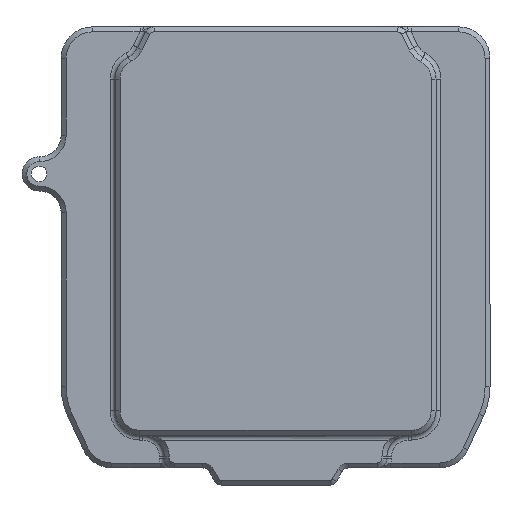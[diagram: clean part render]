
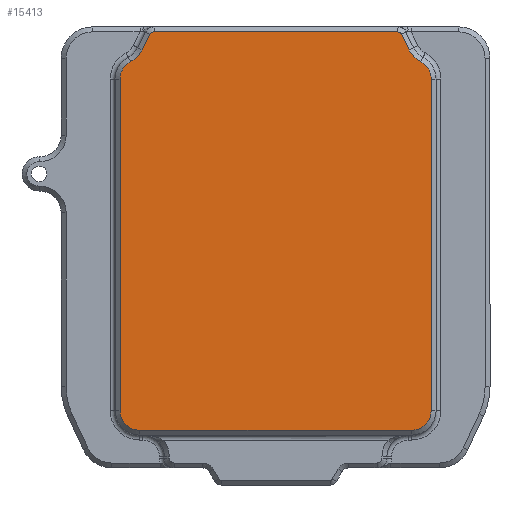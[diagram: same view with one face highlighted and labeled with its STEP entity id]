
A CAD part, front view. The second image highlights one B-rep face of the part: STEP entity #15413.
In plain terms, the highlighted planar face has unit normal (0, -1, 0).
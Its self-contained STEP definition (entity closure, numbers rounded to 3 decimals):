
#31 = DIRECTION ( 'NONE',  ( 0., -1., 0. ) ) ;
#114 = CARTESIAN_POINT ( 'NONE',  ( -12.403, -6., 21.5 ) ) ;
#169 = LINE ( 'NONE', #5692, #3035 ) ;
#588 = ORIENTED_EDGE ( 'NONE', *, *, #8065, .T. ) ;
#853 = EDGE_LOOP ( 'NONE', ( #17173, #2833, #3469, #15988, #10407, #9914, #1653, #11583, #588, #9499, #15990, #1986, #4678, #7000 ) ) ;
#892 = CARTESIAN_POINT ( 'NONE',  ( -16.044, -6., 21.35 ) ) ;
#958 = DIRECTION ( 'NONE',  ( 0., 0., 1. ) ) ;
#1042 = DIRECTION ( 'NONE',  ( 0., -1., 0. ) ) ;
#1078 = CARTESIAN_POINT ( 'NONE',  ( -12.403, -6., 22. ) ) ;
#1131 = DIRECTION ( 'NONE',  ( 1., 0., 0. ) ) ;
#1329 = VERTEX_POINT ( 'NONE', #1444 ) ;
#1444 = CARTESIAN_POINT ( 'NONE',  ( -14.798, -6., 18.955 ) ) ;
#1637 = PLANE ( 'NONE',  #2401 ) ;
#1653 = ORIENTED_EDGE ( 'NONE', *, *, #13253, .T. ) ;
#1706 = LINE ( 'NONE', #7226, #3179 ) ;
#1986 = ORIENTED_EDGE ( 'NONE', *, *, #7420, .T. ) ;
#2057 = VERTEX_POINT ( 'NONE', #17027 ) ;
#2107 = EDGE_CURVE ( 'NONE', #9333, #17610, #169, .T. ) ;
#2231 = VERTEX_POINT ( 'NONE', #14397 ) ;
#2401 = AXIS2_PLACEMENT_3D ( 'NONE', #15538, #11222, #12666 ) ;
#2416 = AXIS2_PLACEMENT_3D ( 'NONE', #5295, #7825, #9188 ) ;
#2469 = LINE ( 'NONE', #10849, #5758 ) ;
#2833 = ORIENTED_EDGE ( 'NONE', *, *, #2107, .T. ) ;
#3001 = CIRCLE ( 'NONE', #11643, 0.5 ) ;
#3035 = VECTOR ( 'NONE', #8738, 1000. ) ;
#3084 = DIRECTION ( 'NONE',  ( 0., -1., 0. ) ) ;
#3179 = VECTOR ( 'NONE', #12737, 1000. ) ;
#3469 = ORIENTED_EDGE ( 'NONE', *, *, #9475, .T. ) ;
#3560 = CARTESIAN_POINT ( 'NONE',  ( 14.798, -6., 18.955 ) ) ;
#3585 = LINE ( 'NONE', #13501, #16678 ) ;
#3765 = EDGE_CURVE ( 'NONE', #2231, #9333, #3001, .T. ) ;
#3771 = EDGE_CURVE ( 'NONE', #13272, #17078, #12514, .T. ) ;
#3878 = AXIS2_PLACEMENT_3D ( 'NONE', #15134, #31, #5556 ) ;
#4056 = CIRCLE ( 'NONE', #14720, 2.7 ) ;
#4238 = VERTEX_POINT ( 'NONE', #15870 ) ;
#4282 = LINE ( 'NONE', #9788, #4295 ) ;
#4295 = VECTOR ( 'NONE', #8532, 1000. ) ;
#4678 = ORIENTED_EDGE ( 'NONE', *, *, #15827, .T. ) ;
#4947 = CARTESIAN_POINT ( 'NONE',  ( 12.403, -6., 22. ) ) ;
#5272 = DIRECTION ( 'NONE',  ( 0., -1., 0. ) ) ;
#5295 = CARTESIAN_POINT ( 'NONE',  ( 16.044, -6., 21.35 ) ) ;
#5325 = CARTESIAN_POINT ( 'NONE',  ( -13.875, -6., -18.65 ) ) ;
#5556 = DIRECTION ( 'NONE',  ( 1., 0., 0. ) ) ;
#5692 = CARTESIAN_POINT ( 'NONE',  ( 0., -6., 22. ) ) ;
#5738 = CARTESIAN_POINT ( 'NONE',  ( 15.875, -6., -16.65 ) ) ;
#5758 = VECTOR ( 'NONE', #17614, 1000. ) ;
#6169 = AXIS2_PLACEMENT_3D ( 'NONE', #6723, #5272, #13934 ) ;
#6522 = CARTESIAN_POINT ( 'NONE',  ( -15.875, -6., 17.18 ) ) ;
#6575 = DIRECTION ( 'NONE',  ( 1., 0., 0. ) ) ;
#6723 = CARTESIAN_POINT ( 'NONE',  ( -13.875, -6., -16.65 ) ) ;
#6929 = VERTEX_POINT ( 'NONE', #3560 ) ;
#7000 = ORIENTED_EDGE ( 'NONE', *, *, #11652, .T. ) ;
#7022 = CIRCLE ( 'NONE', #13943, 2. ) ;
#7035 = AXIS2_PLACEMENT_3D ( 'NONE', #15794, #8953, #12748 ) ;
#7226 = CARTESIAN_POINT ( 'NONE',  ( -15.875, -6., -16.65 ) ) ;
#7420 = EDGE_CURVE ( 'NONE', #2057, #6929, #7022, .T. ) ;
#7656 = LINE ( 'NONE', #10350, #14671 ) ;
#7763 = CIRCLE ( 'NONE', #17846, 0.5 ) ;
#7825 = DIRECTION ( 'NONE',  ( 0., 1., 0. ) ) ;
#8019 = EDGE_CURVE ( 'NONE', #17078, #2057, #7656, .T. ) ;
#8065 = EDGE_CURVE ( 'NONE', #10093, #13272, #3585, .T. ) ;
#8490 = CARTESIAN_POINT ( 'NONE',  ( -15.875, -6., -16.65 ) ) ;
#8532 = DIRECTION ( 'NONE',  ( -0.442, 0., -0.897 ) ) ;
#8583 = DIRECTION ( 'NONE',  ( 1., 0., 0. ) ) ;
#8738 = DIRECTION ( 'NONE',  ( -1., 0., 0. ) ) ;
#8953 = DIRECTION ( 'NONE',  ( 0., -1., 0. ) ) ;
#9188 = DIRECTION ( 'NONE',  ( 1., 0., 0. ) ) ;
#9333 = VERTEX_POINT ( 'NONE', #4947 ) ;
#9475 = EDGE_CURVE ( 'NONE', #17610, #11456, #7763, .T. ) ;
#9499 = ORIENTED_EDGE ( 'NONE', *, *, #3771, .T. ) ;
#9788 = CARTESIAN_POINT ( 'NONE',  ( -13.622, -6., 20.157 ) ) ;
#9914 = ORIENTED_EDGE ( 'NONE', *, *, #15018, .T. ) ;
#9998 = EDGE_CURVE ( 'NONE', #12124, #1329, #4056, .T. ) ;
#10093 = VERTEX_POINT ( 'NONE', #5325 ) ;
#10202 = DIRECTION ( 'NONE',  ( 0., 1., 0. ) ) ;
#10290 = CARTESIAN_POINT ( 'NONE',  ( 12.403, -6., 21.5 ) ) ;
#10350 = CARTESIAN_POINT ( 'NONE',  ( 15.875, -6., 17.18 ) ) ;
#10407 = ORIENTED_EDGE ( 'NONE', *, *, #9998, .T. ) ;
#10849 = CARTESIAN_POINT ( 'NONE',  ( 12.851, -6., 21.721 ) ) ;
#11134 = DIRECTION ( 'NONE',  ( 0., -1., 0. ) ) ;
#11222 = DIRECTION ( 'NONE',  ( 0., -1., 0. ) ) ;
#11456 = VERTEX_POINT ( 'NONE', #16564 ) ;
#11583 = ORIENTED_EDGE ( 'NONE', *, *, #16136, .T. ) ;
#11643 = AXIS2_PLACEMENT_3D ( 'NONE', #10290, #3084, #8583 ) ;
#11648 = DIRECTION ( 'NONE',  ( 1., 0., 0. ) ) ;
#11652 = EDGE_CURVE ( 'NONE', #4238, #2231, #2469, .T. ) ;
#12071 = VERTEX_POINT ( 'NONE', #6522 ) ;
#12124 = VERTEX_POINT ( 'NONE', #15249 ) ;
#12514 = CIRCLE ( 'NONE', #7035, 2. ) ;
#12525 = CIRCLE ( 'NONE', #3878, 2. ) ;
#12591 = EDGE_CURVE ( 'NONE', #11456, #12124, #4282, .T. ) ;
#12666 = DIRECTION ( 'NONE',  ( 1., 0., 0. ) ) ;
#12737 = DIRECTION ( 'NONE',  ( 0., 0., -1. ) ) ;
#12748 = DIRECTION ( 'NONE',  ( 1., 0., 0. ) ) ;
#13199 = VERTEX_POINT ( 'NONE', #8490 ) ;
#13253 = EDGE_CURVE ( 'NONE', #12071, #13199, #1706, .T. ) ;
#13272 = VERTEX_POINT ( 'NONE', #13729 ) ;
#13501 = CARTESIAN_POINT ( 'NONE',  ( 13.875, -6., -18.65 ) ) ;
#13729 = CARTESIAN_POINT ( 'NONE',  ( 13.875, -6., -18.65 ) ) ;
#13934 = DIRECTION ( 'NONE',  ( 1., 0., 0. ) ) ;
#13943 = AXIS2_PLACEMENT_3D ( 'NONE', #15458, #11134, #14022 ) ;
#14022 = DIRECTION ( 'NONE',  ( 1., 0., 0. ) ) ;
#14397 = CARTESIAN_POINT ( 'NONE',  ( 12.851, -6., 21.721 ) ) ;
#14671 = VECTOR ( 'NONE', #958, 1000. ) ;
#14720 = AXIS2_PLACEMENT_3D ( 'NONE', #892, #10202, #11648 ) ;
#15018 = EDGE_CURVE ( 'NONE', #1329, #12071, #12525, .T. ) ;
#15134 = CARTESIAN_POINT ( 'NONE',  ( -13.875, -6., 17.18 ) ) ;
#15249 = CARTESIAN_POINT ( 'NONE',  ( -13.622, -6., 20.157 ) ) ;
#15413 = ADVANCED_FACE ( 'NONE', ( #16801 ), #1637, .T. ) ;
#15458 = CARTESIAN_POINT ( 'NONE',  ( 13.875, -6., 17.18 ) ) ;
#15538 = CARTESIAN_POINT ( 'NONE',  ( 0., -6., 0. ) ) ;
#15684 = CIRCLE ( 'NONE', #6169, 2. ) ;
#15794 = CARTESIAN_POINT ( 'NONE',  ( 13.875, -6., -16.65 ) ) ;
#15827 = EDGE_CURVE ( 'NONE', #6929, #4238, #16809, .T. ) ;
#15870 = CARTESIAN_POINT ( 'NONE',  ( 13.622, -6., 20.157 ) ) ;
#15988 = ORIENTED_EDGE ( 'NONE', *, *, #12591, .T. ) ;
#15990 = ORIENTED_EDGE ( 'NONE', *, *, #8019, .T. ) ;
#16136 = EDGE_CURVE ( 'NONE', #13199, #10093, #15684, .T. ) ;
#16564 = CARTESIAN_POINT ( 'NONE',  ( -12.851, -6., 21.721 ) ) ;
#16678 = VECTOR ( 'NONE', #1131, 1000. ) ;
#16801 = FACE_OUTER_BOUND ( 'NONE', #853, .T. ) ;
#16809 = CIRCLE ( 'NONE', #2416, 2.7 ) ;
#17027 = CARTESIAN_POINT ( 'NONE',  ( 15.875, -6., 17.18 ) ) ;
#17078 = VERTEX_POINT ( 'NONE', #5738 ) ;
#17173 = ORIENTED_EDGE ( 'NONE', *, *, #3765, .T. ) ;
#17610 = VERTEX_POINT ( 'NONE', #1078 ) ;
#17614 = DIRECTION ( 'NONE',  ( -0.442, 0., 0.897 ) ) ;
#17846 = AXIS2_PLACEMENT_3D ( 'NONE', #114, #1042, #6575 ) ;
